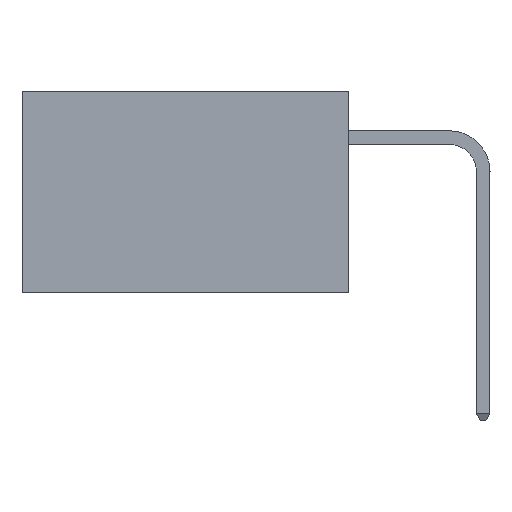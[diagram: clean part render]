
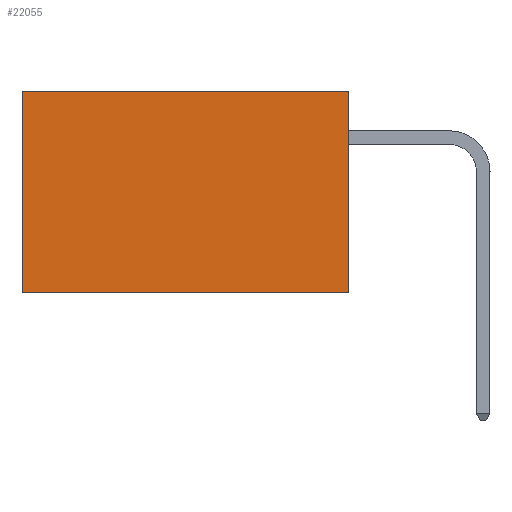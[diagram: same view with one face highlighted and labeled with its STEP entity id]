
A CAD part, left-side view. The second image highlights one B-rep face of the part: STEP entity #22055.
In plain terms, the highlighted planar face has unit normal (-1, 0, 0).
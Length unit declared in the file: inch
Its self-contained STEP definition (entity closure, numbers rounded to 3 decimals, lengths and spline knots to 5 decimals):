
#990 = ORIENTED_EDGE ( 'NONE', *, *, #29417, .T. ) ;
#1656 = LINE ( 'NONE', #7985, #14993 ) ;
#2342 = CARTESIAN_POINT ( 'NONE',  ( 0.2875, 0.6, 0. ) ) ;
#2451 = CARTESIAN_POINT ( 'NONE',  ( 0.2875, 0., 0. ) ) ;
#3122 = VERTEX_POINT ( 'NONE', #24673 ) ;
#4719 = VECTOR ( 'NONE', #27884, 39.37008 ) ;
#5744 = CARTESIAN_POINT ( 'NONE',  ( 0.2875, 0., 0. ) ) ;
#6518 = LINE ( 'NONE', #25105, #4719 ) ;
#6668 = DIRECTION ( 'NONE',  ( 0., 0., -1. ) ) ;
#7985 = CARTESIAN_POINT ( 'NONE',  ( 0.2875, 0.6, 0. ) ) ;
#8123 = DIRECTION ( 'NONE',  ( 0., 1., 0. ) ) ;
#9277 = VECTOR ( 'NONE', #6668, 39.37008 ) ;
#9509 = VERTEX_POINT ( 'NONE', #24836 ) ;
#9993 = EDGE_CURVE ( 'NONE', #31611, #9509, #1656, .T. ) ;
#10310 = EDGE_CURVE ( 'NONE', #15098, #3122, #23953, .T. ) ;
#10871 = DIRECTION ( 'NONE',  ( 0., 0., -1. ) ) ;
#11410 = CARTESIAN_POINT ( 'NONE',  ( 0.2875, 0., 0. ) ) ;
#12144 = LINE ( 'NONE', #2451, #33142 ) ;
#14193 = DIRECTION ( 'NONE',  ( 1., 0., 0. ) ) ;
#14993 = VECTOR ( 'NONE', #10871, 39.37008 ) ;
#15098 = VERTEX_POINT ( 'NONE', #5744 ) ;
#18662 = ORIENTED_EDGE ( 'NONE', *, *, #18667, .F. ) ;
#18667 = EDGE_CURVE ( 'NONE', #3122, #9509, #6518, .T. ) ;
#21114 = FACE_OUTER_BOUND ( 'NONE', #29362, .T. ) ;
#22055 = ADVANCED_FACE ( 'NONE', ( #21114 ), #27903, .F. ) ;
#22396 = AXIS2_PLACEMENT_3D ( 'NONE', #11410, #14193, #33344 ) ;
#23953 = LINE ( 'NONE', #26004, #9277 ) ;
#24673 = CARTESIAN_POINT ( 'NONE',  ( 0.2875, 0., -0.37 ) ) ;
#24836 = CARTESIAN_POINT ( 'NONE',  ( 0.2875, 0.6, -0.37 ) ) ;
#25105 = CARTESIAN_POINT ( 'NONE',  ( 0.2875, 0., -0.37 ) ) ;
#26004 = CARTESIAN_POINT ( 'NONE',  ( 0.2875, 0., 0. ) ) ;
#27884 = DIRECTION ( 'NONE',  ( 0., 1., 0. ) ) ;
#27903 = PLANE ( 'NONE',  #22396 ) ;
#28162 = ORIENTED_EDGE ( 'NONE', *, *, #9993, .T. ) ;
#29362 = EDGE_LOOP ( 'NONE', ( #28162, #18662, #34643, #990 ) ) ;
#29417 = EDGE_CURVE ( 'NONE', #15098, #31611, #12144, .T. ) ;
#31611 = VERTEX_POINT ( 'NONE', #2342 ) ;
#33142 = VECTOR ( 'NONE', #8123, 39.37008 ) ;
#33344 = DIRECTION ( 'NONE',  ( 0., 0., -1. ) ) ;
#34643 = ORIENTED_EDGE ( 'NONE', *, *, #10310, .F. ) ;
